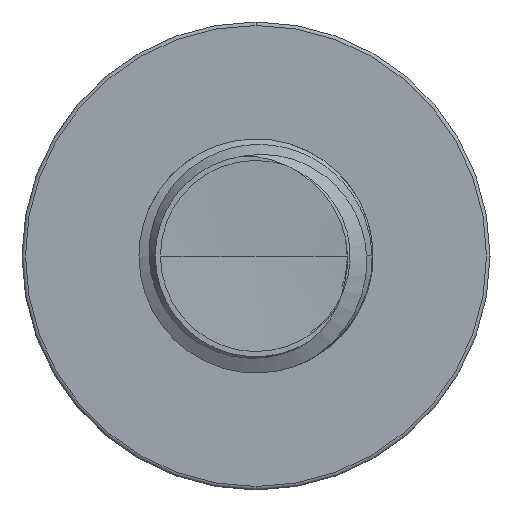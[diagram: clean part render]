
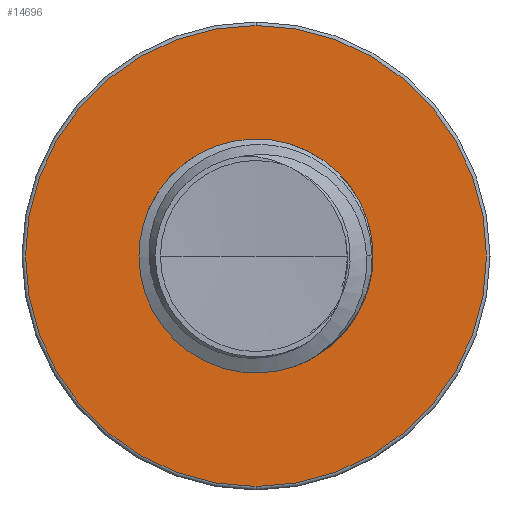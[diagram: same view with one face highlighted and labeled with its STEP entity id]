
A CAD part, front view. The second image highlights one B-rep face of the part: STEP entity #14696.
In plain terms, the highlighted planar face has unit normal (0, -1, 0).
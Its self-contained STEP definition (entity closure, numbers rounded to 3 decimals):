
#141 = DIRECTION ( 'NONE',  ( 0., 0., -1. ) ) ;
#526 = CARTESIAN_POINT ( 'NONE',  ( 0., 3.5, 0. ) ) ;
#740 = CIRCLE ( 'NONE', #3432, 2.462 ) ;
#798 = AXIS2_PLACEMENT_3D ( 'NONE', #8688, #1399, #9947 ) ;
#1167 = ORIENTED_EDGE ( 'NONE', *, *, #5147, .F. ) ;
#1179 = ORIENTED_EDGE ( 'NONE', *, *, #7357, .F. ) ;
#1220 = ORIENTED_EDGE ( 'NONE', *, *, #6790, .T. ) ;
#1250 = ORIENTED_EDGE ( 'NONE', *, *, #1766, .T. ) ;
#1399 = DIRECTION ( 'NONE',  ( 0., -1., 0. ) ) ;
#1570 = VERTEX_POINT ( 'NONE', #8630 ) ;
#1723 = DIRECTION ( 'NONE',  ( 0., 0., -1. ) ) ;
#1766 = EDGE_CURVE ( 'NONE', #12892, #9533, #740, .T. ) ;
#2082 = CARTESIAN_POINT ( 'NONE',  ( 0., 3.5, 0. ) ) ;
#2138 = DIRECTION ( 'NONE',  ( 0., 0., -1. ) ) ;
#2156 = DIRECTION ( 'NONE',  ( 0., -1., 0. ) ) ;
#2176 = PLANE ( 'NONE',  #7504 ) ;
#3411 = DIRECTION ( 'NONE',  ( 0., 0., -1. ) ) ;
#3432 = AXIS2_PLACEMENT_3D ( 'NONE', #2082, #2156, #2138 ) ;
#3785 = VERTEX_POINT ( 'NONE', #9609 ) ;
#4756 = FACE_OUTER_BOUND ( 'NONE', #10346, .T. ) ;
#5147 = EDGE_CURVE ( 'NONE', #1570, #3785, #13167, .T. ) ;
#5679 = AXIS2_PLACEMENT_3D ( 'NONE', #526, #9024, #1723 ) ;
#6027 = CARTESIAN_POINT ( 'NONE',  ( 0., 3.5, 2.462 ) ) ;
#6293 = AXIS2_PLACEMENT_3D ( 'NONE', #14343, #7337, #141 ) ;
#6604 = CIRCLE ( 'NONE', #798, 2.462 ) ;
#6790 = EDGE_CURVE ( 'NONE', #9533, #12892, #6604, .T. ) ;
#7337 = DIRECTION ( 'NONE',  ( 0., -1., 0. ) ) ;
#7357 = EDGE_CURVE ( 'NONE', #3785, #1570, #8669, .T. ) ;
#7504 = AXIS2_PLACEMENT_3D ( 'NONE', #14049, #10719, #3411 ) ;
#7559 = FACE_BOUND ( 'NONE', #9579, .T. ) ;
#8630 = CARTESIAN_POINT ( 'NONE',  ( 0., 3.5, 1.203 ) ) ;
#8669 = CIRCLE ( 'NONE', #5679, 1.203 ) ;
#8688 = CARTESIAN_POINT ( 'NONE',  ( 0., 3.5, 0. ) ) ;
#9024 = DIRECTION ( 'NONE',  ( 0., -1., 0. ) ) ;
#9533 = VERTEX_POINT ( 'NONE', #6027 ) ;
#9579 = EDGE_LOOP ( 'NONE', ( #1179, #1167 ) ) ;
#9609 = CARTESIAN_POINT ( 'NONE',  ( 0., 3.5, -1.203 ) ) ;
#9947 = DIRECTION ( 'NONE',  ( 0., 0., -1. ) ) ;
#10346 = EDGE_LOOP ( 'NONE', ( #1250, #1220 ) ) ;
#10719 = DIRECTION ( 'NONE',  ( 0., -1., 0. ) ) ;
#12468 = CARTESIAN_POINT ( 'NONE',  ( 0., 3.5, -2.462 ) ) ;
#12892 = VERTEX_POINT ( 'NONE', #12468 ) ;
#13167 = CIRCLE ( 'NONE', #6293, 1.203 ) ;
#14049 = CARTESIAN_POINT ( 'NONE',  ( 0., 3.5, 1.203 ) ) ;
#14343 = CARTESIAN_POINT ( 'NONE',  ( 0., 3.5, 0. ) ) ;
#14696 = ADVANCED_FACE ( 'NONE', ( #4756, #7559 ), #2176, .T. ) ;
